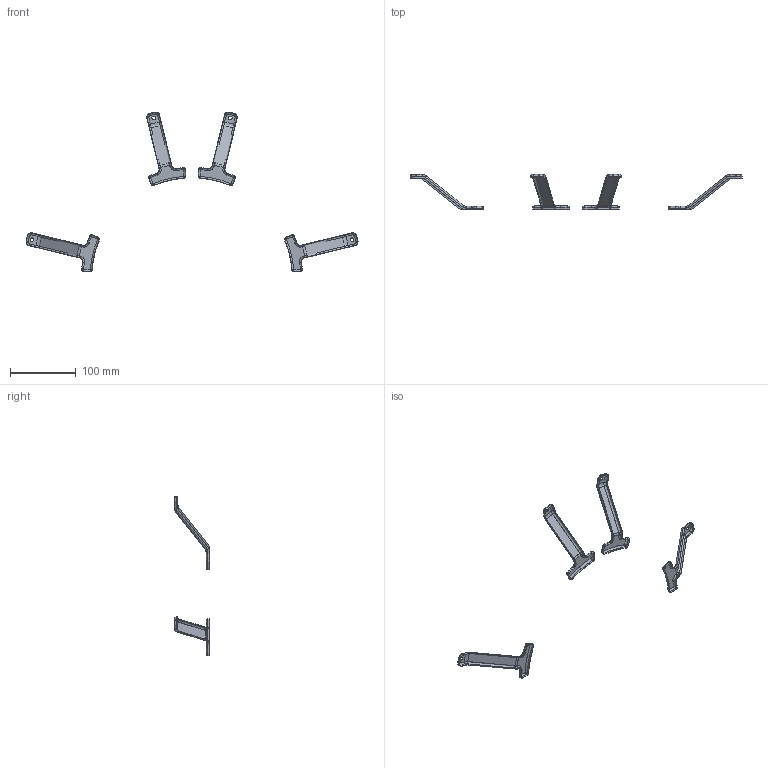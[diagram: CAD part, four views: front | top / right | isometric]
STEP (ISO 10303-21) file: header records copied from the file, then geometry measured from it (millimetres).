
FILE_DESCRIPTION(/* description */ (''),/* implementation_level */ '2;1');
FILE_NAME(/* name */ 'ePic-Frame_L1toL2-Flange_hSide.v2-CARBONFIBRE.stp',/* time_stamp */ '2025-05-13T16:18:55+02:00',/* author */ (''),/* organization */ (''),/* preprocessor_version */ 'ST-DEVELOPER v19.4',/* originating_system */ 'SIEMENS PLM Software NX2306.5001',/* authorisation */ '');
FILE_SCHEMA (('AP203_CONFIGURATION_CONTROLLED_3D_DESIGN_OF_MECHANICAL_PARTS_AND_ASSEMBLIES_MIM_LF { 1 0 10303 403 2 1 2}'));
Length unit declared in the file: millimetre
Products named in the file (1): ePic-Frame_L1toL2-Flange_hSide.v2_objects
Bounding box: 503.92 x 53.5 x 242.5 mm (x, y, z)
Volume: 8550.9 mm3; surface area: 34920.3 mm2
Topology: 4 solids, 4 shells, 396 faces, 972 edges, 552 vertices
Faces by surface type: cylinder 196, plane 80, torus 80, sphere 32, bspline 8
Full cylindrical faces by diameter (mm): 5.5 x4
Entity records: 11585 total; most frequent: DIRECTION 2242, CARTESIAN_POINT 2005, ORIENTED_EDGE 1872, EDGE_CURVE 936, AXIS2_PLACEMENT_3D 917, VERTEX_POINT 552, CIRCLE 528, EDGE_LOOP 408
